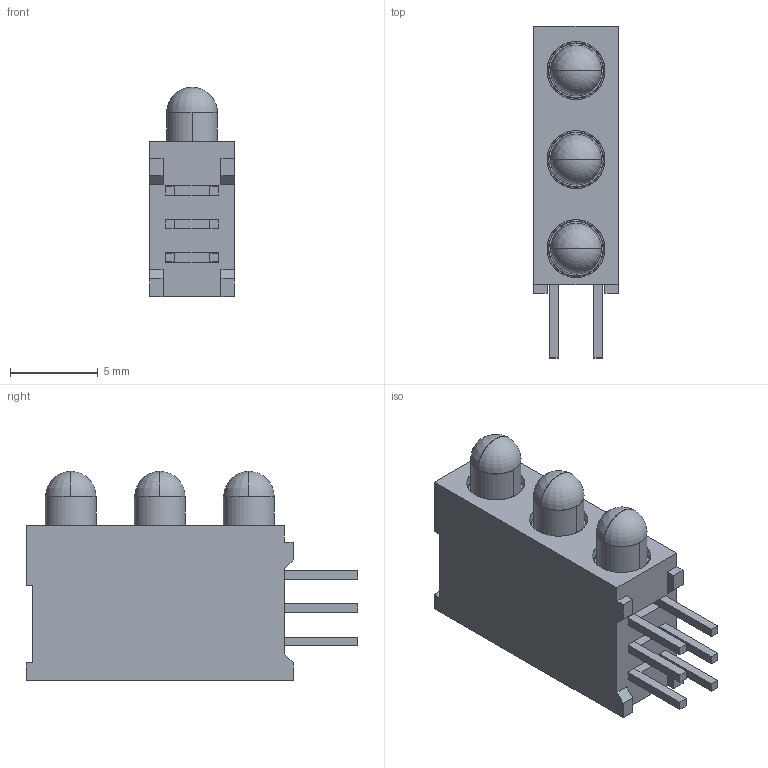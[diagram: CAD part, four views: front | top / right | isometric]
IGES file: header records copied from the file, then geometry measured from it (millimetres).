
Start section: SolidWorks IGES file using analytic representation for surfaces
Global section: file name: 5693F_Series.IGS; native system: SolidWorks 2018; preprocessor: SolidWorks 2018; author: chwang; date: 191211.105102; units: inch
Bounding box: 4.83 x 18.92 x 11.94 mm (x, y, z)
Surface area: 1275.8 mm2 (no closed solid volume)
Topology: 0 solids, 0 shells, 144 faces, 1452 edges, 1449 vertices
Faces by surface type: bspline 96, revolution 48
